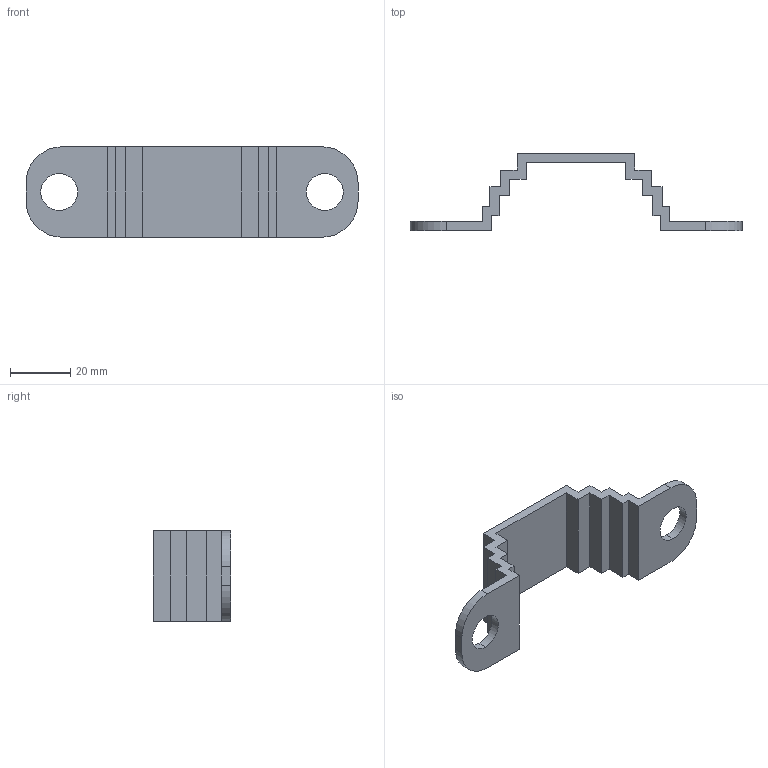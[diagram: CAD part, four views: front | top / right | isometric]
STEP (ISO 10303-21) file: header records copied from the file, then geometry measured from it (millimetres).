
FILE_DESCRIPTION (( 'STEP AP214' ), '1' );
FILE_NAME ('twoRailStrapsBottom.step', '2022-07-16T15:44:23', ( 'Windows User' ), ( '' ), 'SwSTEP 2.0', 'SolidWorks 2022', '' );
FILE_SCHEMA (( 'AUTOMOTIVE_DESIGN' ));
Length unit declared in the file: centimetre
Products named in the file (1): twoRailStrapsBottom
Bounding box: 110 x 25.55 x 30 mm (x, y, z)
Volume: 12886.8 mm3; surface area: 9869.9 mm2
Topology: 1 solids, 1 shells, 46 faces, 132 edges, 88 vertices
Faces by surface type: plane 38, cylinder 8
Entity records: 1534 total; most frequent: CARTESIAN_POINT 267, ORIENTED_EDGE 264, DIRECTION 242, EDGE_CURVE 132, VECTOR 116, LINE 116, VERTEX_POINT 88, AXIS2_PLACEMENT_3D 63
